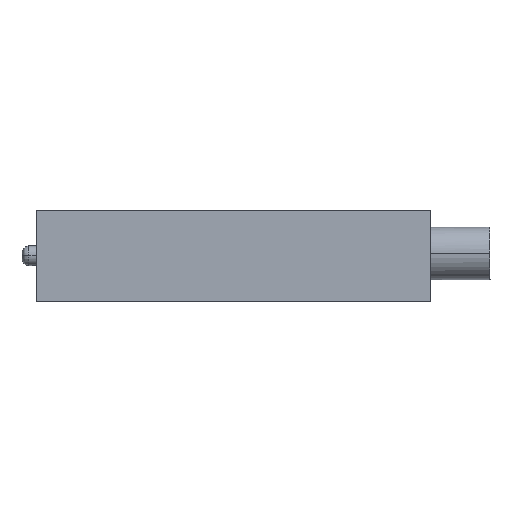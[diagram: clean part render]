
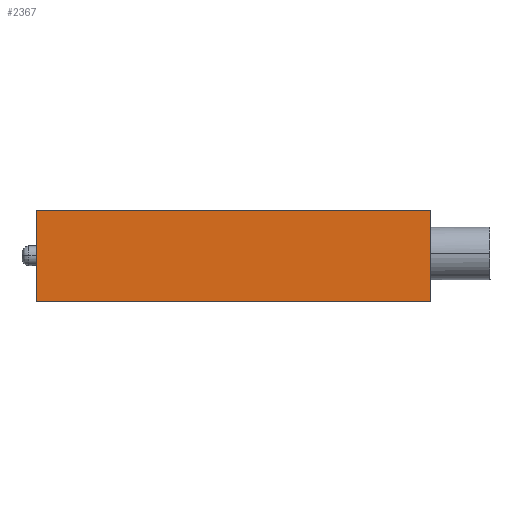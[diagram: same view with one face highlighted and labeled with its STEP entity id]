
A CAD part, left-side view. The second image highlights one B-rep face of the part: STEP entity #2367.
In plain terms, the highlighted planar face has unit normal (-1, 0, 0).
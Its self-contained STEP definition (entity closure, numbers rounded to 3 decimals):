
#166 = PLANE('',#167);
#167 = AXIS2_PLACEMENT_3D('',#168,#169,#170);
#168 = CARTESIAN_POINT('',(5.882,32.704,14.));
#169 = DIRECTION('',(0.,0.,1.));
#170 = DIRECTION('',(1.,0.,-0.));
#223 = PLANE('',#224);
#224 = AXIS2_PLACEMENT_3D('',#225,#226,#227);
#225 = CARTESIAN_POINT('',(5.882,32.704,
    0.));
#226 = DIRECTION('',(0.,0.,1.));
#227 = DIRECTION('',(1.,0.,-0.));
#479 = PLANE('',#480);
#480 = AXIS2_PLACEMENT_3D('',#481,#482,#483);
#481 = CARTESIAN_POINT('',(25.,0.,0.));
#482 = DIRECTION('',(0.,-1.,0.));
#483 = DIRECTION('',(0.,0.,-1.));
#1769 = VERTEX_POINT('',#1770);
#1770 = CARTESIAN_POINT('',(-10.,0.,14.));
#1791 = EDGE_CURVE('',#1792,#1769,#1794,.T.);
#1792 = VERTEX_POINT('',#1793);
#1793 = CARTESIAN_POINT('',(-10.,0.,0.));
#1794 = SURFACE_CURVE('',#1795,(#1799,#1806),.PCURVE_S1.);
#1795 = LINE('',#1796,#1797);
#1796 = CARTESIAN_POINT('',(-10.,0.,0.));
#1797 = VECTOR('',#1798,1.);
#1798 = DIRECTION('',(0.,0.,1.));
#1799 = PCURVE('',#479,#1800);
#1800 = DEFINITIONAL_REPRESENTATION('',(#1801),#1805);
#1801 = LINE('',#1802,#1803);
#1802 = CARTESIAN_POINT('',(0.,-35.));
#1803 = VECTOR('',#1804,1.);
#1804 = DIRECTION('',(-1.,0.));
#1805 = ( GEOMETRIC_REPRESENTATION_CONTEXT(2) 
PARAMETRIC_REPRESENTATION_CONTEXT() REPRESENTATION_CONTEXT('2D SPACE',''
  ) );
#1806 = PCURVE('',#1807,#1812);
#1807 = PLANE('',#1808);
#1808 = AXIS2_PLACEMENT_3D('',#1809,#1810,#1811);
#1809 = CARTESIAN_POINT('',(-10.,0.,0.));
#1810 = DIRECTION('',(-1.,0.,0.));
#1811 = DIRECTION('',(0.,0.,1.));
#1812 = DEFINITIONAL_REPRESENTATION('',(#1813),#1817);
#1813 = LINE('',#1814,#1815);
#1814 = CARTESIAN_POINT('',(0.,0.));
#1815 = VECTOR('',#1816,1.);
#1816 = DIRECTION('',(1.,0.));
#1817 = ( GEOMETRIC_REPRESENTATION_CONTEXT(2) 
PARAMETRIC_REPRESENTATION_CONTEXT() REPRESENTATION_CONTEXT('2D SPACE',''
  ) );
#1938 = VERTEX_POINT('',#1939);
#1939 = CARTESIAN_POINT('',(-10.,60.,14.));
#1948 = PLANE('',#1949);
#1949 = AXIS2_PLACEMENT_3D('',#1950,#1951,#1952);
#1950 = CARTESIAN_POINT('',(-10.,60.,0.));
#1951 = DIRECTION('',(0.,1.,0.));
#1952 = DIRECTION('',(0.,-0.,1.));
#1991 = VERTEX_POINT('',#1992);
#1992 = CARTESIAN_POINT('',(-10.,60.,0.));
#2013 = EDGE_CURVE('',#1991,#1938,#2014,.T.);
#2014 = SURFACE_CURVE('',#2015,(#2019,#2026),.PCURVE_S1.);
#2015 = LINE('',#2016,#2017);
#2016 = CARTESIAN_POINT('',(-10.,60.,0.));
#2017 = VECTOR('',#2018,1.);
#2018 = DIRECTION('',(0.,0.,1.));
#2019 = PCURVE('',#1948,#2020);
#2020 = DEFINITIONAL_REPRESENTATION('',(#2021),#2025);
#2021 = LINE('',#2022,#2023);
#2022 = CARTESIAN_POINT('',(0.,0.));
#2023 = VECTOR('',#2024,1.);
#2024 = DIRECTION('',(1.,0.));
#2025 = ( GEOMETRIC_REPRESENTATION_CONTEXT(2) 
PARAMETRIC_REPRESENTATION_CONTEXT() REPRESENTATION_CONTEXT('2D SPACE',''
  ) );
#2026 = PCURVE('',#1807,#2027);
#2027 = DEFINITIONAL_REPRESENTATION('',(#2028),#2032);
#2028 = LINE('',#2029,#2030);
#2029 = CARTESIAN_POINT('',(0.,60.));
#2030 = VECTOR('',#2031,1.);
#2031 = DIRECTION('',(1.,0.));
#2032 = ( GEOMETRIC_REPRESENTATION_CONTEXT(2) 
PARAMETRIC_REPRESENTATION_CONTEXT() REPRESENTATION_CONTEXT('2D SPACE',''
  ) );
#2367 = ADVANCED_FACE('',(#2368),#1807,.T.);
#2368 = FACE_BOUND('',#2369,.T.);
#2369 = EDGE_LOOP('',(#2370,#2391,#2392,#2413));
#2370 = ORIENTED_EDGE('',*,*,#2371,.T.);
#2371 = EDGE_CURVE('',#1769,#1938,#2372,.T.);
#2372 = SURFACE_CURVE('',#2373,(#2377,#2384),.PCURVE_S1.);
#2373 = LINE('',#2374,#2375);
#2374 = CARTESIAN_POINT('',(-10.,0.,14.));
#2375 = VECTOR('',#2376,1.);
#2376 = DIRECTION('',(0.,1.,0.));
#2377 = PCURVE('',#1807,#2378);
#2378 = DEFINITIONAL_REPRESENTATION('',(#2379),#2383);
#2379 = LINE('',#2380,#2381);
#2380 = CARTESIAN_POINT('',(14.,0.));
#2381 = VECTOR('',#2382,1.);
#2382 = DIRECTION('',(0.,1.));
#2383 = ( GEOMETRIC_REPRESENTATION_CONTEXT(2) 
PARAMETRIC_REPRESENTATION_CONTEXT() REPRESENTATION_CONTEXT('2D SPACE',''
  ) );
#2384 = PCURVE('',#166,#2385);
#2385 = DEFINITIONAL_REPRESENTATION('',(#2386),#2390);
#2386 = LINE('',#2387,#2388);
#2387 = CARTESIAN_POINT('',(-15.882,-32.704));
#2388 = VECTOR('',#2389,1.);
#2389 = DIRECTION('',(0.,1.));
#2390 = ( GEOMETRIC_REPRESENTATION_CONTEXT(2) 
PARAMETRIC_REPRESENTATION_CONTEXT() REPRESENTATION_CONTEXT('2D SPACE',''
  ) );
#2391 = ORIENTED_EDGE('',*,*,#2013,.F.);
#2392 = ORIENTED_EDGE('',*,*,#2393,.F.);
#2393 = EDGE_CURVE('',#1792,#1991,#2394,.T.);
#2394 = SURFACE_CURVE('',#2395,(#2399,#2406),.PCURVE_S1.);
#2395 = LINE('',#2396,#2397);
#2396 = CARTESIAN_POINT('',(-10.,0.,0.));
#2397 = VECTOR('',#2398,1.);
#2398 = DIRECTION('',(0.,1.,0.));
#2399 = PCURVE('',#1807,#2400);
#2400 = DEFINITIONAL_REPRESENTATION('',(#2401),#2405);
#2401 = LINE('',#2402,#2403);
#2402 = CARTESIAN_POINT('',(0.,0.));
#2403 = VECTOR('',#2404,1.);
#2404 = DIRECTION('',(0.,1.));
#2405 = ( GEOMETRIC_REPRESENTATION_CONTEXT(2) 
PARAMETRIC_REPRESENTATION_CONTEXT() REPRESENTATION_CONTEXT('2D SPACE',''
  ) );
#2406 = PCURVE('',#223,#2407);
#2407 = DEFINITIONAL_REPRESENTATION('',(#2408),#2412);
#2408 = LINE('',#2409,#2410);
#2409 = CARTESIAN_POINT('',(-15.882,-32.704));
#2410 = VECTOR('',#2411,1.);
#2411 = DIRECTION('',(0.,1.));
#2412 = ( GEOMETRIC_REPRESENTATION_CONTEXT(2) 
PARAMETRIC_REPRESENTATION_CONTEXT() REPRESENTATION_CONTEXT('2D SPACE',''
  ) );
#2413 = ORIENTED_EDGE('',*,*,#1791,.T.);
